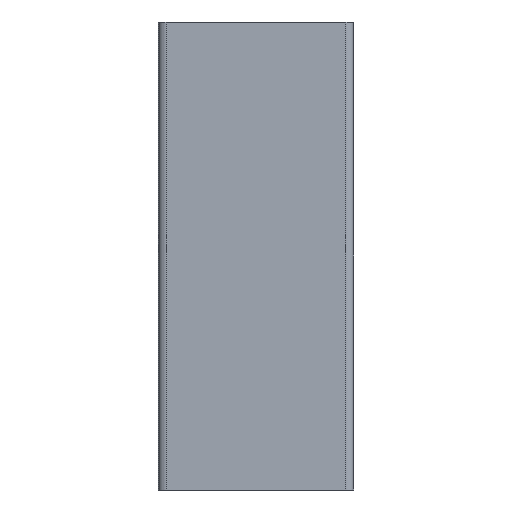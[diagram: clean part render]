
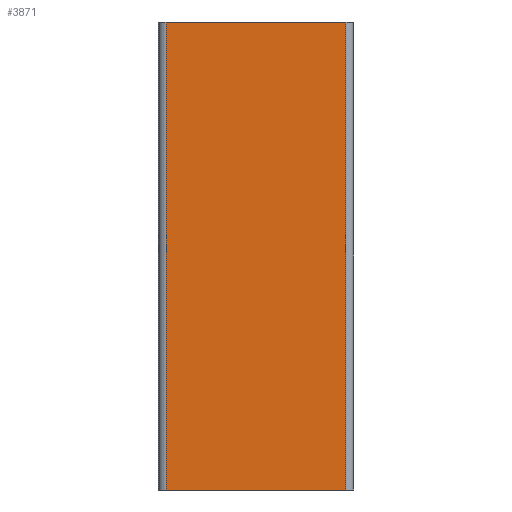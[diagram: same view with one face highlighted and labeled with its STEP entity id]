
A CAD part, left-side view. The second image highlights one B-rep face of the part: STEP entity #3871.
In plain terms, the highlighted planar face has unit normal (-1, 0, 0).
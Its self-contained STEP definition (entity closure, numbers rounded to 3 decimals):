
#138 = VERTEX_POINT ( 'NONE', #2901 ) ;
#397 = VECTOR ( 'NONE', #2546, 1000. ) ;
#651 = ORIENTED_EDGE ( 'NONE', *, *, #2283, .T. ) ;
#667 = EDGE_LOOP ( 'NONE', ( #3862, #651, #2624, #3018 ) ) ;
#674 = VECTOR ( 'NONE', #1089, 1000. ) ;
#886 = CARTESIAN_POINT ( 'NONE',  ( -1., 0.48, -1.19 ) ) ;
#911 = DIRECTION ( 'NONE',  ( -1., 0., 0. ) ) ;
#946 = EDGE_CURVE ( 'NONE', #3261, #3660, #4091, .T. ) ;
#958 = CARTESIAN_POINT ( 'NONE',  ( -1., 0.46, -0.6 ) ) ;
#1088 = AXIS2_PLACEMENT_3D ( 'NONE', #886, #911, #2194 ) ;
#1089 = DIRECTION ( 'NONE',  ( 0., 0., -1. ) ) ;
#1273 = CARTESIAN_POINT ( 'NONE',  ( -1., -0.02, -0.6 ) ) ;
#1395 = LINE ( 'NONE', #2683, #1764 ) ;
#1407 = LINE ( 'NONE', #3978, #674 ) ;
#1764 = VECTOR ( 'NONE', #2356, 1000. ) ;
#2029 = PLANE ( 'NONE',  #1088 ) ;
#2194 = DIRECTION ( 'NONE',  ( 0., 0., 1. ) ) ;
#2275 = CARTESIAN_POINT ( 'NONE',  ( -1., 0., 0.6 ) ) ;
#2283 = EDGE_CURVE ( 'NONE', #3261, #2994, #3848, .T. ) ;
#2356 = DIRECTION ( 'NONE',  ( 0., -1., 0. ) ) ;
#2428 = EDGE_CURVE ( 'NONE', #138, #3660, #1407, .T. ) ;
#2502 = VECTOR ( 'NONE', #3576, 1000. ) ;
#2546 = DIRECTION ( 'NONE',  ( 0., 1., 0. ) ) ;
#2624 = ORIENTED_EDGE ( 'NONE', *, *, #3089, .F. ) ;
#2683 = CARTESIAN_POINT ( 'NONE',  ( -1., 0.48, 0.6 ) ) ;
#2854 = CARTESIAN_POINT ( 'NONE',  ( -1., 0., -0.6 ) ) ;
#2901 = CARTESIAN_POINT ( 'NONE',  ( -1., 0.46, 0.6 ) ) ;
#2994 = VERTEX_POINT ( 'NONE', #2275 ) ;
#3018 = ORIENTED_EDGE ( 'NONE', *, *, #2428, .T. ) ;
#3089 = EDGE_CURVE ( 'NONE', #138, #2994, #1395, .T. ) ;
#3261 = VERTEX_POINT ( 'NONE', #2854 ) ;
#3349 = FACE_OUTER_BOUND ( 'NONE', #667, .T. ) ;
#3576 = DIRECTION ( 'NONE',  ( 0., 0., 1. ) ) ;
#3660 = VERTEX_POINT ( 'NONE', #958 ) ;
#3848 = LINE ( 'NONE', #3869, #2502 ) ;
#3862 = ORIENTED_EDGE ( 'NONE', *, *, #946, .F. ) ;
#3869 = CARTESIAN_POINT ( 'NONE',  ( -1., 0., -1.19 ) ) ;
#3871 = ADVANCED_FACE ( 'NONE', ( #3349 ), #2029, .T. ) ;
#3978 = CARTESIAN_POINT ( 'NONE',  ( -1., 0.46, -1.19 ) ) ;
#4091 = LINE ( 'NONE', #1273, #397 ) ;
